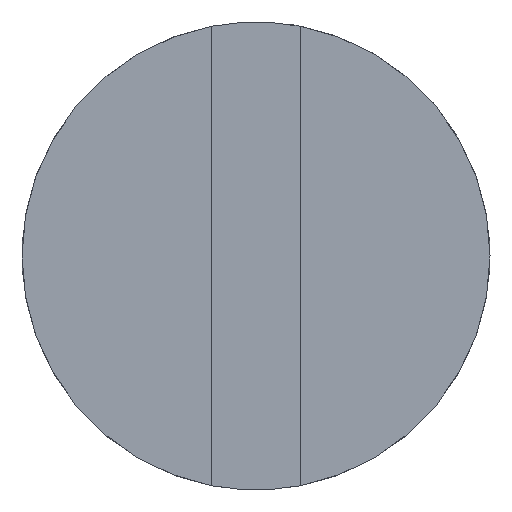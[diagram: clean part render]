
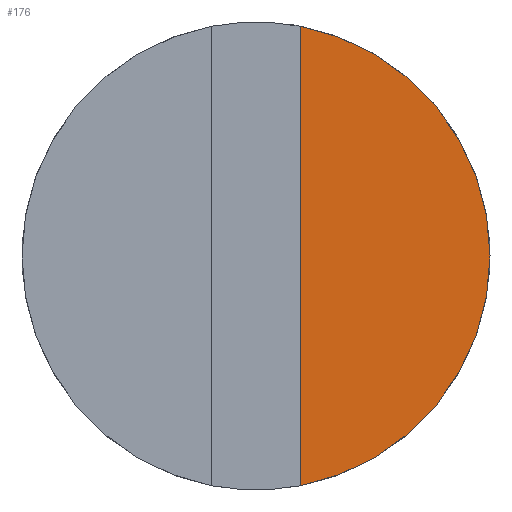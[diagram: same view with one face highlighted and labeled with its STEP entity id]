
A CAD part, front view. The second image highlights one B-rep face of the part: STEP entity #176.
In plain terms, the highlighted planar face has unit normal (0, -1, 0).
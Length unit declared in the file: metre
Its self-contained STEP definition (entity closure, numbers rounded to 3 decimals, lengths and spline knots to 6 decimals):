
#14=CIRCLE('',#202,0.085);
#23=ORIENTED_EDGE('',*,*,#71,.T.);
#24=ORIENTED_EDGE('',*,*,#72,.T.);
#71=EDGE_CURVE('',#95,#96,#14,.T.);
#72=EDGE_CURVE('',#96,#95,#110,.T.);
#95=VERTEX_POINT('',#282);
#96=VERTEX_POINT('',#283);
#110=LINE('',#284,#126);
#126=VECTOR('',#229,1.);
#142=EDGE_LOOP('',(#23,#24));
#154=FACE_BOUND('',#142,.T.);
#166=PLANE('',#201);
#176=ADVANCED_FACE('',(#154),#166,.T.);
#201=AXIS2_PLACEMENT_3D('',#280,#225,#226);
#202=AXIS2_PLACEMENT_3D('',#281,#227,#228);
#225=DIRECTION('',(0.,-1.,0.));
#226=DIRECTION('',(1.,0.,0.));
#227=DIRECTION('',(0.,-1.,0.));
#228=DIRECTION('',(0.,0.,-1.));
#229=DIRECTION('',(0.,0.,-1.));
#280=CARTESIAN_POINT('',(0.,-0.016,0.));
#281=CARTESIAN_POINT('',(0.,-0.016,0.));
#282=CARTESIAN_POINT('',(0.016,-0.016,-0.083481));
#283=CARTESIAN_POINT('',(0.016,-0.016,0.083481));
#284=CARTESIAN_POINT('',(0.016,-0.016,0.));
